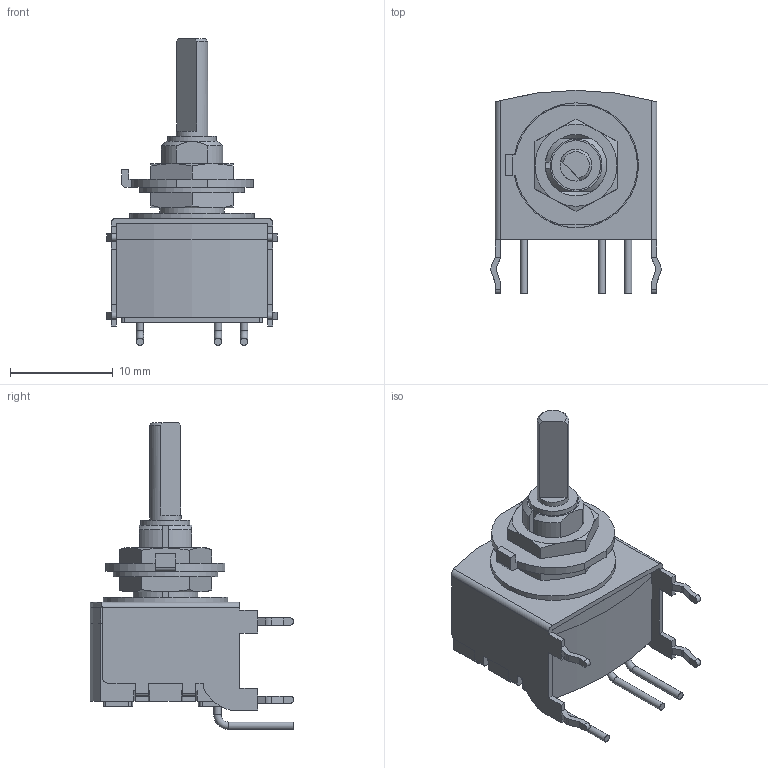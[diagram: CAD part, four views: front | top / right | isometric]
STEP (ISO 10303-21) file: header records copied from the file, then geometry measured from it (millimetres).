
FILE_DESCRIPTION(/* description */ ('STEP AP214'),/* implementation_level */ '2;1');
FILE_NAME(/* name */ 'MRB12H',/* time_stamp */ '2023-05-03T11:24:09+02:00',/* author */ ('License CC BY-ND 4.0'),/* organization */ ('CADENAS'),/* preprocessor_version */ 'ST-DEVELOPER v19.3',/* originating_system */ 'PARTsolutions',/* authorisation */ ' ');
FILE_SCHEMA (('AUTOMOTIVE_DESIGN {1 0 10303 214 3 1 1}'));
Length unit declared in the file: inch
Products named in the file (9): MRB12H; MRB12H-terminals; AT513M-MRB; AT545; AT509-MRB; MRB-SHAFT; MRB-MRB-H; MRB-H-TOP_H; MRB-H-H
Assembly tree (9 placements, depth 2):
  MRB12H
    MRB12H-terminals
    AT513M-MRB  x2
    AT545
    AT509-MRB
    MRB-SHAFT
    MRB-MRB-H
    MRB-H-TOP_H
    MRB-H-H
Bounding box: 16.64 x 19.81 x 29.92 mm (x, y, z)
Volume: 2659 mm3; surface area: 3578.1 mm2
Topology: 9 solids, 9 shells, 338 faces, 916 edges, 603 vertices
Faces by surface type: plane 218, cylinder 99, cone 18, torus 3
Full cylindrical faces by diameter (mm): 0.711 x6, 3.099 x1, 4.781 x1, 4.917 x2, 10.211 x1, 12.179 x1, 12.192 x1
Entity records: 10255 total; most frequent: CARTESIAN_POINT 1818, ORIENTED_EDGE 1706, DIRECTION 1703, EDGE_CURVE 853, LINE 625, VECTOR 625, VERTEX_POINT 572, AXIS2_PLACEMENT_3D 539
